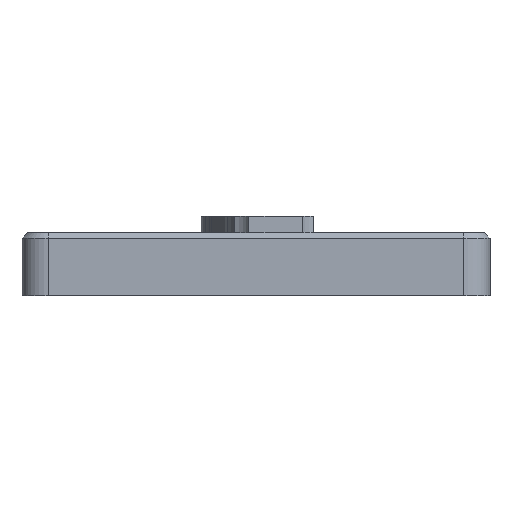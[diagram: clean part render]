
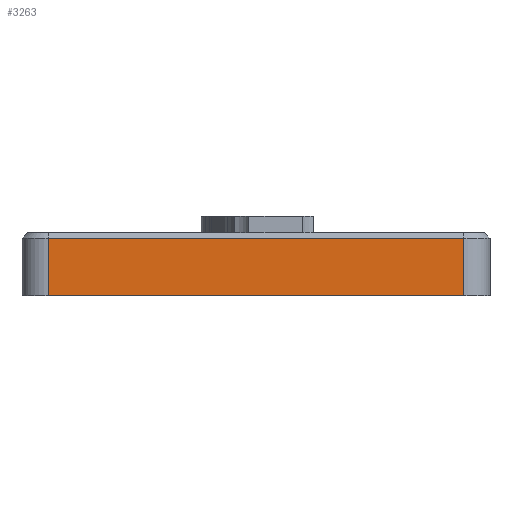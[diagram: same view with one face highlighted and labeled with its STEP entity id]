
A CAD part, front view. The second image highlights one B-rep face of the part: STEP entity #3263.
In plain terms, the highlighted planar face has unit normal (0, -1, 0).
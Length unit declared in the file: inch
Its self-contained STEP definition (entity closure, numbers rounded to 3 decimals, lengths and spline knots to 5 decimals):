
#127=PLANE('',#3587);
#283=FACE_OUTER_BOUND('',#488,.T.);
#488=EDGE_LOOP('',(#2733,#2734,#2735,#2736));
#764=LINE('',#5298,#1085);
#784=LINE('',#5349,#1105);
#786=LINE('',#5355,#1107);
#787=LINE('',#5356,#1108);
#1085=VECTOR('',#4314,0.3937);
#1105=VECTOR('',#4366,0.3937);
#1107=VECTOR('',#4372,0.3937);
#1108=VECTOR('',#4373,0.3937);
#1567=VERTEX_POINT('',#5292);
#1568=VERTEX_POINT('',#5296);
#1583=VERTEX_POINT('',#5348);
#1585=VERTEX_POINT('',#5354);
#1972=EDGE_CURVE('',#1567,#1568,#764,.T.);
#1997=EDGE_CURVE('',#1568,#1583,#784,.T.);
#2000=EDGE_CURVE('',#1585,#1567,#786,.T.);
#2001=EDGE_CURVE('',#1583,#1585,#787,.T.);
#2733=ORIENTED_EDGE('',*,*,#1972,.F.);
#2734=ORIENTED_EDGE('',*,*,#2000,.F.);
#2735=ORIENTED_EDGE('',*,*,#2001,.F.);
#2736=ORIENTED_EDGE('',*,*,#1997,.F.);
#3263=ADVANCED_FACE('',(#283),#127,.T.);
#3587=AXIS2_PLACEMENT_3D('',#5353,#4370,#4371);
#4314=DIRECTION('',(1.,0.,0.));
#4366=DIRECTION('',(0.,0.,-1.));
#4370=DIRECTION('center_axis',(0.,-1.,0.));
#4371=DIRECTION('ref_axis',(-1.,0.,0.));
#4372=DIRECTION('',(0.,0.,1.));
#4373=DIRECTION('',(-1.,0.,0.));
#5292=CARTESIAN_POINT('',(0.26701,-1.24244,-0.03937));
#5296=CARTESIAN_POINT('',(3.37725,-1.24244,-0.03937));
#5298=CARTESIAN_POINT('',(2.69811,-1.24244,-0.03937));
#5348=CARTESIAN_POINT('',(3.37725,-1.24244,-0.47244));
#5349=CARTESIAN_POINT('',(3.37725,-1.24244,0.));
#5353=CARTESIAN_POINT('Origin',(3.5741,-1.24244,0.));
#5354=CARTESIAN_POINT('',(0.26701,-1.24244,-0.47244));
#5355=CARTESIAN_POINT('',(0.26701,-1.24244,0.));
#5356=CARTESIAN_POINT('',(0.07016,-1.24244,-0.47244));
